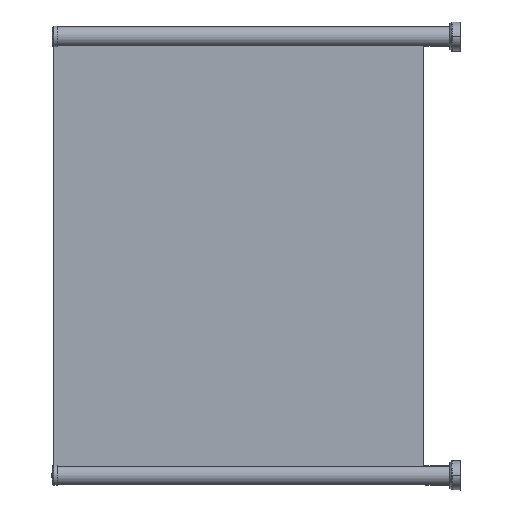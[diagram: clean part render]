
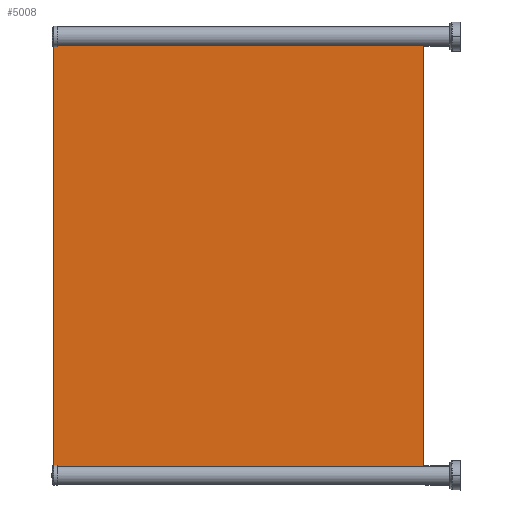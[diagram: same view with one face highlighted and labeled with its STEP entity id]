
A CAD part, left-side view. The second image highlights one B-rep face of the part: STEP entity #5008.
In plain terms, the highlighted face is planar.
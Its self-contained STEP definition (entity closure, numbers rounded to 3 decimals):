
#1011 = DIRECTION ( 'NONE',  ( 1., 0., 0. ) ) ;
#1453 = CARTESIAN_POINT ( 'NONE',  ( 1187., 1106., -82.34 ) ) ;
#3655 = DIRECTION ( 'NONE',  ( 0., 0., 1. ) ) ;
#5008 = ADVANCED_FACE ( 'NONE', ( #15403 ), #25577, .F. ) ;
#5034 = ORIENTED_EDGE ( 'NONE', *, *, #13427, .F. ) ;
#5214 = LINE ( 'NONE', #8029, #29612 ) ;
#5884 = CARTESIAN_POINT ( 'NONE',  ( 1187., 96., -82.34 ) ) ;
#6227 = CARTESIAN_POINT ( 'NONE',  ( 1187., 1106., -82.34 ) ) ;
#6327 = CARTESIAN_POINT ( 'NONE',  ( 0., 0., -82.34 ) ) ;
#7767 = VERTEX_POINT ( 'NONE', #1453 ) ;
#8029 = CARTESIAN_POINT ( 'NONE',  ( 13., 1106., -82.34 ) ) ;
#8712 = ORIENTED_EDGE ( 'NONE', *, *, #23655, .F. ) ;
#8833 = EDGE_CURVE ( 'NONE', #30307, #11755, #5214, .T. ) ;
#9265 = VECTOR ( 'NONE', #18648, 1000. ) ;
#10325 = VECTOR ( 'NONE', #15305, 1000. ) ;
#10945 = CARTESIAN_POINT ( 'NONE',  ( 13., 96., -82.34 ) ) ;
#10996 = DIRECTION ( 'NONE',  ( -1., 0., 0. ) ) ;
#11755 = VERTEX_POINT ( 'NONE', #10945 ) ;
#13427 = EDGE_CURVE ( 'NONE', #28971, #7767, #20481, .T. ) ;
#13656 = CARTESIAN_POINT ( 'NONE',  ( 13., 96., -82.34 ) ) ;
#13814 = LINE ( 'NONE', #28186, #30281 ) ;
#15305 = DIRECTION ( 'NONE',  ( 0., 1., 0. ) ) ;
#15403 = FACE_OUTER_BOUND ( 'NONE', #19159, .T. ) ;
#17942 = CARTESIAN_POINT ( 'NONE',  ( 13., 1106., -82.34 ) ) ;
#18648 = DIRECTION ( 'NONE',  ( 1., 0., 0. ) ) ;
#19000 = ORIENTED_EDGE ( 'NONE', *, *, #23719, .F. ) ;
#19159 = EDGE_LOOP ( 'NONE', ( #5034, #8712, #22048, #19000 ) ) ;
#19314 = DIRECTION ( 'NONE',  ( 0., -1., 0. ) ) ;
#20481 = LINE ( 'NONE', #6227, #10325 ) ;
#22048 = ORIENTED_EDGE ( 'NONE', *, *, #8833, .F. ) ;
#23655 = EDGE_CURVE ( 'NONE', #11755, #28971, #30390, .T. ) ;
#23719 = EDGE_CURVE ( 'NONE', #7767, #30307, #13814, .T. ) ;
#23933 = AXIS2_PLACEMENT_3D ( 'NONE', #6327, #3655, #1011 ) ;
#25577 = PLANE ( 'NONE',  #23933 ) ;
#28186 = CARTESIAN_POINT ( 'NONE',  ( 13., 1106., -82.34 ) ) ;
#28971 = VERTEX_POINT ( 'NONE', #5884 ) ;
#29612 = VECTOR ( 'NONE', #19314, 1000. ) ;
#30281 = VECTOR ( 'NONE', #10996, 1000. ) ;
#30307 = VERTEX_POINT ( 'NONE', #17942 ) ;
#30390 = LINE ( 'NONE', #13656, #9265 ) ;
